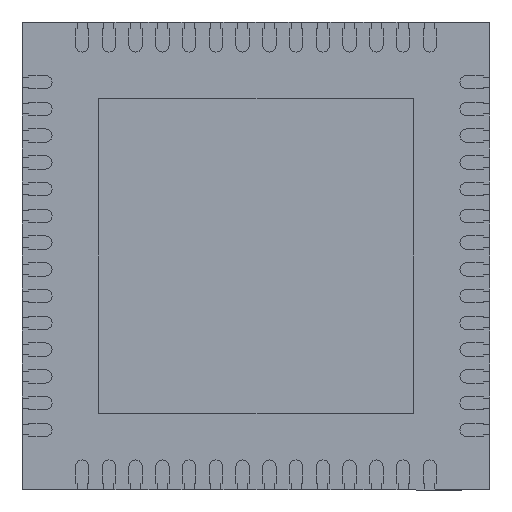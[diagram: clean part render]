
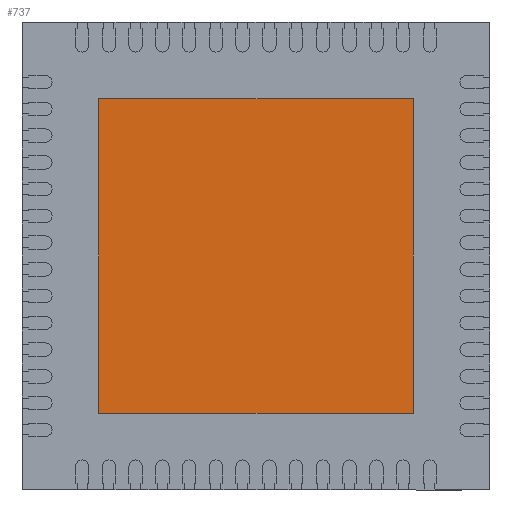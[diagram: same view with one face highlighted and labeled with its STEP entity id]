
A CAD part, front view. The second image highlights one B-rep face of the part: STEP entity #737.
In plain terms, the highlighted planar face has unit normal (0, -1, 0).
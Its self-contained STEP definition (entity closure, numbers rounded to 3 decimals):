
#737 = ADVANCED_FACE ( 'NONE', ( #19436 ), #30190, .T. ) ;
#807 = LINE ( 'NONE', #24592, #5287 ) ;
#1913 = VECTOR ( 'NONE', #21129, 1000. ) ;
#4870 = EDGE_CURVE ( 'NONE', #28058, #30630, #9257, .T. ) ;
#5226 = CARTESIAN_POINT ( 'NONE',  ( -2.35, 0., 2.35 ) ) ;
#5271 = CARTESIAN_POINT ( 'NONE',  ( -2.35, 0., -2.35 ) ) ;
#5287 = VECTOR ( 'NONE', #30070, 1000. ) ;
#8192 = CARTESIAN_POINT ( 'NONE',  ( 0., 0., 0. ) ) ;
#9257 = LINE ( 'NONE', #33900, #33984 ) ;
#9367 = EDGE_CURVE ( 'NONE', #30630, #9805, #21648, .T. ) ;
#9805 = VERTEX_POINT ( 'NONE', #24071 ) ;
#10640 = DIRECTION ( 'NONE',  ( 0., -1., 0. ) ) ;
#12671 = CARTESIAN_POINT ( 'NONE',  ( -2.35, 0., 2.35 ) ) ;
#14797 = LINE ( 'NONE', #12671, #26995 ) ;
#15638 = EDGE_CURVE ( 'NONE', #9805, #18865, #14797, .T. ) ;
#16084 = ORIENTED_EDGE ( 'NONE', *, *, #18963, .F. ) ;
#18161 = EDGE_LOOP ( 'NONE', ( #21849, #16084, #32468, #31375 ) ) ;
#18732 = DIRECTION ( 'NONE',  ( 0., 0., -1. ) ) ;
#18865 = VERTEX_POINT ( 'NONE', #5226 ) ;
#18963 = EDGE_CURVE ( 'NONE', #18865, #28058, #807, .T. ) ;
#19436 = FACE_OUTER_BOUND ( 'NONE', #18161, .T. ) ;
#21129 = DIRECTION ( 'NONE',  ( -1., 0., 0. ) ) ;
#21648 = LINE ( 'NONE', #5271, #1913 ) ;
#21679 = CARTESIAN_POINT ( 'NONE',  ( 2.35, 0., -2.35 ) ) ;
#21849 = ORIENTED_EDGE ( 'NONE', *, *, #4870, .F. ) ;
#22761 = CARTESIAN_POINT ( 'NONE',  ( 2.35, 0., 2.35 ) ) ;
#24071 = CARTESIAN_POINT ( 'NONE',  ( -2.35, 0., -2.35 ) ) ;
#24592 = CARTESIAN_POINT ( 'NONE',  ( -2.35, 0., 2.35 ) ) ;
#26995 = VECTOR ( 'NONE', #31190, 1000. ) ;
#28058 = VERTEX_POINT ( 'NONE', #22761 ) ;
#28193 = AXIS2_PLACEMENT_3D ( 'NONE', #8192, #10640, #18732 ) ;
#30070 = DIRECTION ( 'NONE',  ( 1., 0., 0. ) ) ;
#30190 = PLANE ( 'NONE',  #28193 ) ;
#30630 = VERTEX_POINT ( 'NONE', #21679 ) ;
#30745 = DIRECTION ( 'NONE',  ( 0., 0., -1. ) ) ;
#31190 = DIRECTION ( 'NONE',  ( 0., 0., 1. ) ) ;
#31375 = ORIENTED_EDGE ( 'NONE', *, *, #9367, .F. ) ;
#32468 = ORIENTED_EDGE ( 'NONE', *, *, #15638, .F. ) ;
#33900 = CARTESIAN_POINT ( 'NONE',  ( 2.35, 0., 2.35 ) ) ;
#33984 = VECTOR ( 'NONE', #30745, 1000. ) ;
